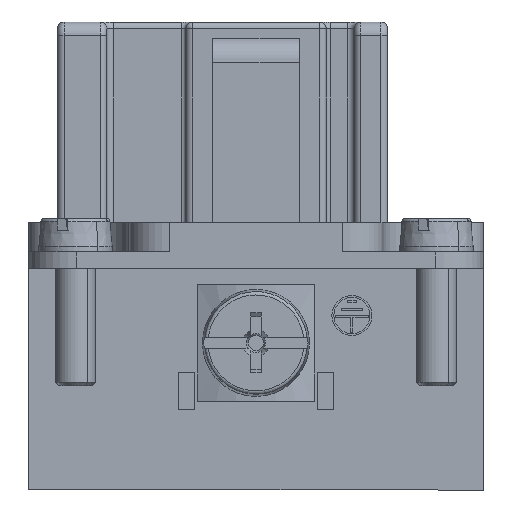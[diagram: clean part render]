
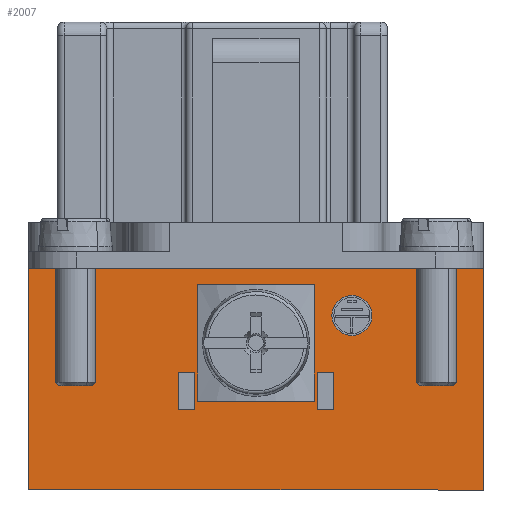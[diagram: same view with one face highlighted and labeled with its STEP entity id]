
A CAD part, front view. The second image highlights one B-rep face of the part: STEP entity #2007.
In plain terms, the highlighted planar face has unit normal (0, -1, 0).
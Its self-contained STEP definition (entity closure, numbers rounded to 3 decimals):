
#1845=FACE_BOUND('',#4168,.T.);
#1846=FACE_BOUND('',#4169,.T.);
#1847=FACE_BOUND('',#4170,.T.);
#1848=FACE_BOUND('',#4171,.T.);
#1849=FACE_BOUND('',#4172,.T.);
#2007=ADVANCED_FACE('',(#1845,#1846,#1847,#1848,#1849),#2847,.T.);
#2847=PLANE('',#16585);
#4168=EDGE_LOOP('',(#6148,#6149,#6150,#6151));
#4169=EDGE_LOOP('',(#6152,#6153,#6154,#6155));
#4170=EDGE_LOOP('',(#6156,#6157,#6158,#6159));
#4171=EDGE_LOOP('',(#6160));
#4172=EDGE_LOOP('',(#6161));
#5141=CIRCLE('',#16583,1.5);
#5142=CIRCLE('',#16584,2.);
#6148=ORIENTED_EDGE('',*,*,#11904,.F.);
#6149=ORIENTED_EDGE('',*,*,#11905,.T.);
#6150=ORIENTED_EDGE('',*,*,#11906,.F.);
#6151=ORIENTED_EDGE('',*,*,#11907,.F.);
#6152=ORIENTED_EDGE('',*,*,#11908,.F.);
#6153=ORIENTED_EDGE('',*,*,#11909,.T.);
#6154=ORIENTED_EDGE('',*,*,#11910,.T.);
#6155=ORIENTED_EDGE('',*,*,#11911,.T.);
#6156=ORIENTED_EDGE('',*,*,#11912,.F.);
#6157=ORIENTED_EDGE('',*,*,#11913,.F.);
#6158=ORIENTED_EDGE('',*,*,#11914,.T.);
#6159=ORIENTED_EDGE('',*,*,#11915,.F.);
#6160=ORIENTED_EDGE('',*,*,#11916,.F.);
#6161=ORIENTED_EDGE('',*,*,#11917,.F.);
#10474=VERTEX_POINT('',#21254);
#10475=VERTEX_POINT('',#21255);
#10476=VERTEX_POINT('',#21257);
#10477=VERTEX_POINT('',#21259);
#10478=VERTEX_POINT('',#21262);
#10479=VERTEX_POINT('',#21263);
#10480=VERTEX_POINT('',#21265);
#10481=VERTEX_POINT('',#21267);
#10482=VERTEX_POINT('',#21270);
#10483=VERTEX_POINT('',#21271);
#10484=VERTEX_POINT('',#21273);
#10485=VERTEX_POINT('',#21275);
#10486=VERTEX_POINT('',#21278);
#10487=VERTEX_POINT('',#21280);
#11904=EDGE_CURVE('',#10474,#10475,#14027,.T.);
#11905=EDGE_CURVE('',#10474,#10476,#14028,.T.);
#11906=EDGE_CURVE('',#10477,#10476,#14029,.T.);
#11907=EDGE_CURVE('',#10475,#10477,#14030,.T.);
#11908=EDGE_CURVE('',#10478,#10479,#14031,.T.);
#11909=EDGE_CURVE('',#10478,#10480,#14032,.T.);
#11910=EDGE_CURVE('',#10480,#10481,#14033,.T.);
#11911=EDGE_CURVE('',#10481,#10479,#14034,.T.);
#11912=EDGE_CURVE('',#10482,#10483,#14035,.T.);
#11913=EDGE_CURVE('',#10484,#10482,#14036,.T.);
#11914=EDGE_CURVE('',#10484,#10485,#14037,.T.);
#11915=EDGE_CURVE('',#10483,#10485,#14038,.T.);
#11916=EDGE_CURVE('',#10486,#10486,#5141,.T.);
#11917=EDGE_CURVE('',#10487,#10487,#5142,.T.);
#14027=LINE('',#21253,#15264);
#14028=LINE('',#21256,#15265);
#14029=LINE('',#21258,#15266);
#14030=LINE('',#21260,#15267);
#14031=LINE('',#21261,#15268);
#14032=LINE('',#21264,#15269);
#14033=LINE('',#21266,#15270);
#14034=LINE('',#21268,#15271);
#14035=LINE('',#21269,#15272);
#14036=LINE('',#21272,#15273);
#14037=LINE('',#21274,#15274);
#14038=LINE('',#21276,#15275);
#15264=VECTOR('',#17744,1.);
#15265=VECTOR('',#17745,1.);
#15266=VECTOR('',#17746,1.);
#15267=VECTOR('',#17747,1.);
#15268=VECTOR('',#17748,1.);
#15269=VECTOR('',#17749,1.);
#15270=VECTOR('',#17750,1.);
#15271=VECTOR('',#17751,1.);
#15272=VECTOR('',#17752,1.);
#15273=VECTOR('',#17753,1.);
#15274=VECTOR('',#17754,1.);
#15275=VECTOR('',#17755,1.);
#16583=AXIS2_PLACEMENT_3D('',#21277,#17756,#17757);
#16584=AXIS2_PLACEMENT_3D('',#21279,#17758,#17759);
#16585=AXIS2_PLACEMENT_3D('',#21281,#17760,#17761);
#17744=DIRECTION('',(1.,0.,0.));
#17745=DIRECTION('',(0.,0.,1.));
#17746=DIRECTION('',(-1.,0.,0.));
#17747=DIRECTION('',(0.,0.,1.));
#17748=DIRECTION('',(1.,0.,0.));
#17749=DIRECTION('',(0.,0.,-1.));
#17750=DIRECTION('',(1.,0.,0.));
#17751=DIRECTION('',(0.,0.,1.));
#17752=DIRECTION('',(-1.,0.,0.));
#17753=DIRECTION('',(0.,0.,1.));
#17754=DIRECTION('',(-1.,0.,0.));
#17755=DIRECTION('',(0.,0.,-1.));
#17756=DIRECTION('',(0.,-1.,0.));
#17757=DIRECTION('',(0.,0.,1.));
#17758=DIRECTION('',(0.,-1.,0.));
#17759=DIRECTION('',(1.,0.,0.));
#17760=DIRECTION('',(0.,-1.,0.));
#17761=DIRECTION('',(-1.,0.,0.));
#21253=CARTESIAN_POINT('',(0.,-23.,6.));
#21254=CARTESIAN_POINT('',(4.6,-23.,6.));
#21255=CARTESIAN_POINT('',(5.8,-23.,6.));
#21256=CARTESIAN_POINT('',(4.6,-23.,5.97));
#21257=CARTESIAN_POINT('',(4.6,-23.,8.8));
#21258=CARTESIAN_POINT('',(0.,-23.,8.8));
#21259=CARTESIAN_POINT('',(5.8,-23.,8.8));
#21260=CARTESIAN_POINT('',(5.8,-23.,0.));
#21261=CARTESIAN_POINT('',(0.,-23.,16.6));
#21262=CARTESIAN_POINT('',(-17.,-23.,16.6));
#21263=CARTESIAN_POINT('',(17.,-23.,16.6));
#21264=CARTESIAN_POINT('',(-17.,-23.,0.));
#21265=CARTESIAN_POINT('',(-17.,-23.,0.));
#21266=CARTESIAN_POINT('',(0.,-23.,0.));
#21267=CARTESIAN_POINT('',(17.,-23.,0.));
#21268=CARTESIAN_POINT('',(17.,-23.,0.));
#21269=CARTESIAN_POINT('',(0.,-23.,8.8));
#21270=CARTESIAN_POINT('',(-4.6,-23.,8.8));
#21271=CARTESIAN_POINT('',(-5.8,-23.,8.8));
#21272=CARTESIAN_POINT('',(-4.6,-23.,5.97));
#21273=CARTESIAN_POINT('',(-4.6,-23.,6.));
#21274=CARTESIAN_POINT('',(0.,-23.,6.));
#21275=CARTESIAN_POINT('',(-5.8,-23.,6.));
#21276=CARTESIAN_POINT('',(-5.8,-23.,0.));
#21277=CARTESIAN_POINT('',(7.175,-23.,13.05));
#21278=CARTESIAN_POINT('',(7.175,-23.,14.55));
#21279=CARTESIAN_POINT('',(0.,-23.,11.));
#21280=CARTESIAN_POINT('',(2.,-23.,11.));
#21281=CARTESIAN_POINT('',(0.,-23.,0.));
